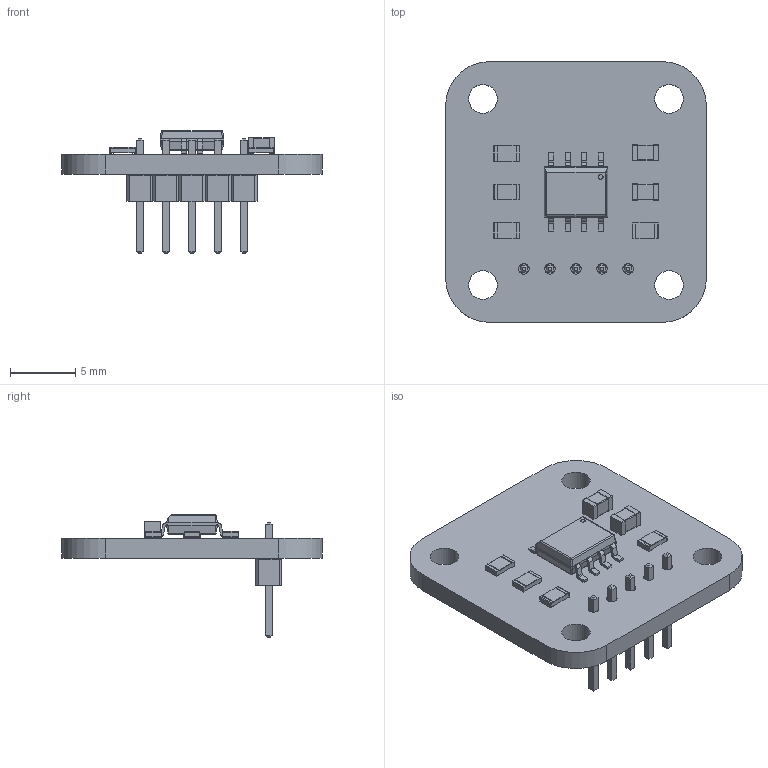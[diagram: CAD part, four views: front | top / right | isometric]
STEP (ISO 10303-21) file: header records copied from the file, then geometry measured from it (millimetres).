
FILE_DESCRIPTION(('KiCad electronic assembly'),'2;1');
FILE_NAME('as5600 board.step','2025-11-20T17:50:56',('Pcbnew'),('Kicad') ,'Open CASCADE STEP processor 7.9','KiCad to STEP converter','Unknown' );
FILE_SCHEMA(('AUTOMOTIVE_DESIGN { 1 0 10303 214 1 1 1 1 }'));
Length unit declared in the file: millimetre
Products named in the file (6): as5600 board 1; C_0805_2012Metric; AS5600; R_0805_2012Metric; PinHeader_1x05_P2.00mm_Vertical; scroll dial_PCB
Assembly tree (9 placements, depth 2):
  as5600 board 1
    C_0805_2012Metric  x2
    AS5600
    R_0805_2012Metric  x4
    PinHeader_1x05_P2.00mm_Vertical
    scroll dial_PCB
Bounding box: 20 x 20 x 9.43 mm (x, y, z)
Volume: 648.2 mm3; surface area: 1206.9 mm2
Topology: 18 solids, 18 shells, 462 faces, 1159 edges, 748 vertices
Faces by surface type: plane 332, cylinder 124, sphere 6
Full cylindrical faces by diameter (mm): 0.8 x5, 2.2 x4
Entity records: 11887 total; most frequent: CARTESIAN_POINT 1901, ORIENTED_EDGE 1766, DIRECTION 1743, EDGE_CURVE 883, LINE 699, VECTOR 699, VERTEX_POINT 568, AXIS2_PLACEMENT_3D 522
